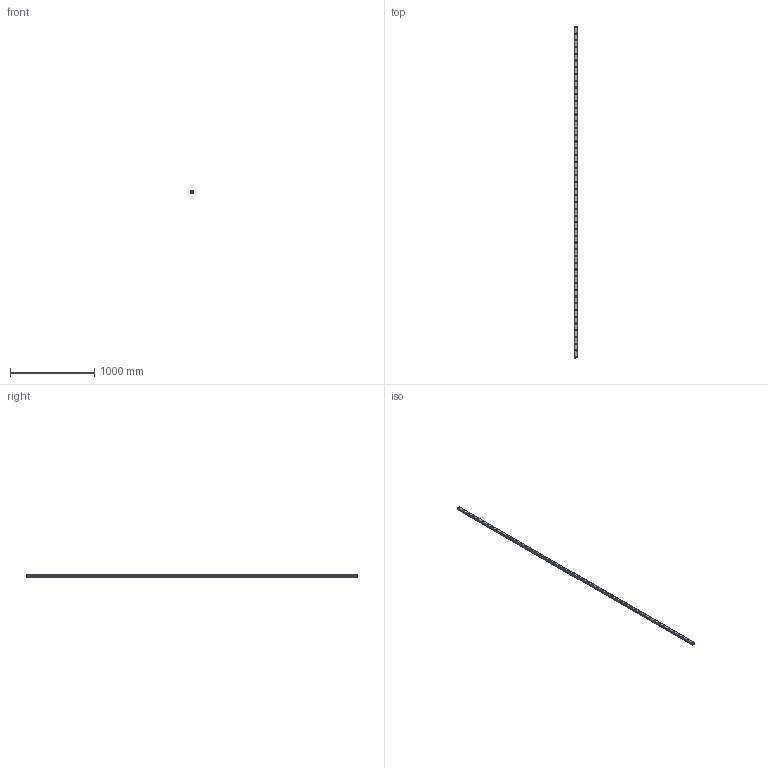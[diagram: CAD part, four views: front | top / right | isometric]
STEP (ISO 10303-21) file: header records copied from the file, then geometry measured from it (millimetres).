
FILE_DESCRIPTION(('STEP AP214'),'1');
FILE_NAME('cctmp_71734F29-285D-4437-8279-55569EEB4B84_2021_02_12_13_42_29_0129..stp','2021-02-12T12:42:29',('HIWIN GmbH'),('CADClick - www.CADClick.com'),'Spatial InterOp 3D',' ','unknown authorization');
FILE_SCHEMA(('AUTOMOTIVE_DESIGN'));
Length unit declared in the file: millimetre
Products named in the file (1): EGR35R3940C_FILE
Bounding box: 34 x 3940 x 27.5 mm (x, y, z)
Volume: 3100443.6 mm3; surface area: 552446.5 mm2
Topology: 1 solids, 1 shells, 557 faces, 1203 edges, 802 vertices
Faces by surface type: cylinder 318, plane 239
Entity records: 19913 total; most frequent: DIRECTION 2955, CARTESIAN_POINT 2563, ORIENTED_EDGE 2406, EDGE_CURVE 1203, AXIS2_PLACEMENT_3D 1194, VERTEX_POINT 802, EDGE_LOOP 711, CIRCLE 636
